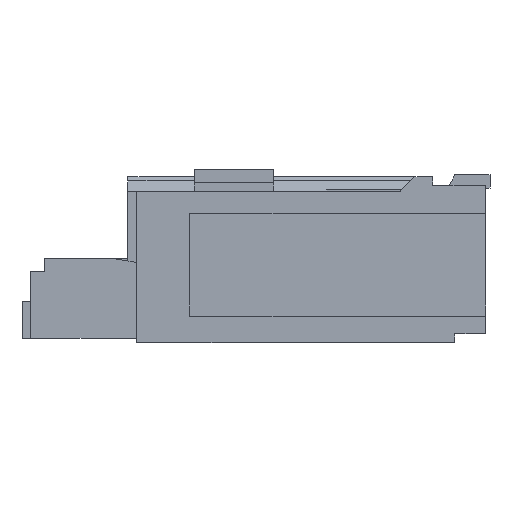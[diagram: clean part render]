
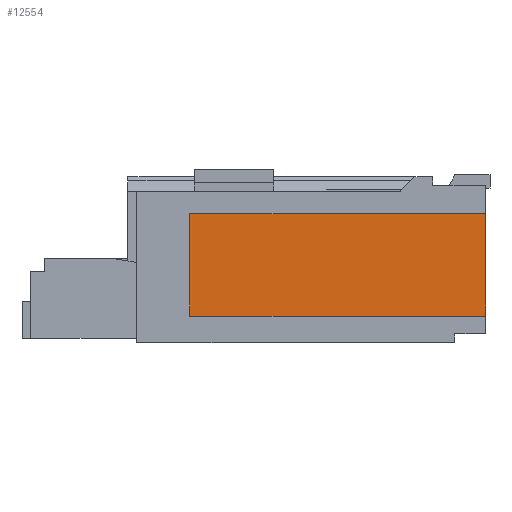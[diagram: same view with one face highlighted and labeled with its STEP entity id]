
A CAD part, left-side view. The second image highlights one B-rep face of the part: STEP entity #12554.
In plain terms, the highlighted planar face has unit normal (-1, 0, 0).
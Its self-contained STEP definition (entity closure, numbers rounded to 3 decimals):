
#3756=DIRECTION('',(0.,-1.,0.));
#3757=VECTOR('',#3756,3.35);
#3758=CARTESIAN_POINT('',(-4.85,3.35,-1.58));
#3759=LINE('',#3758,#3757);
#3764=DIRECTION('',(0.,0.,-1.));
#3765=VECTOR('',#3764,1.16);
#3766=CARTESIAN_POINT('',(-4.85,0.,-0.42));
#3767=LINE('',#3766,#3765);
#3800=DIRECTION('',(0.,0.,1.));
#3801=VECTOR('',#3800,1.16);
#3802=CARTESIAN_POINT('',(-4.85,3.35,-1.58));
#3803=LINE('',#3802,#3801);
#5004=DIRECTION('',(0.,-1.,0.));
#5005=VECTOR('',#5004,3.35);
#5006=CARTESIAN_POINT('',(-4.85,3.35,-0.42));
#5007=LINE('',#5006,#5005);
#6519=CARTESIAN_POINT('',(-4.85,0.,-1.58));
#6521=VERTEX_POINT('',#6519);
#6523=CARTESIAN_POINT('',(-4.85,0.,-0.42));
#6525=VERTEX_POINT('',#6523);
#6531=CARTESIAN_POINT('',(-4.85,3.35,-1.58));
#6532=CARTESIAN_POINT('',(-4.85,3.35,-0.42));
#6533=VERTEX_POINT('',#6531);
#6534=VERTEX_POINT('',#6532);
#12541=CARTESIAN_POINT('',(-4.85,3.35,-1.58));
#12542=DIRECTION('',(1.,0.,0.));
#12543=DIRECTION('',(0.,-1.,0.));
#12544=AXIS2_PLACEMENT_3D('',#12541,#12542,#12543);
#12545=PLANE('',#12544);
#12546=ORIENTED_EDGE('',*,*,#12505,.T.);
#12547=ORIENTED_EDGE('',*,*,#12494,.F.);
#12549=ORIENTED_EDGE('',*,*,#12548,.T.);
#12551=ORIENTED_EDGE('',*,*,#12550,.T.);
#12552=EDGE_LOOP('',(#12546,#12547,#12549,#12551));
#12553=FACE_OUTER_BOUND('',#12552,.F.);
#12554=ADVANCED_FACE('',(#12553),#12545,.F.);
#12494=EDGE_CURVE('',#6533,#6521,#3759,.T.);
#12505=EDGE_CURVE('',#6525,#6521,#3767,.T.);
#12548=EDGE_CURVE('',#6533,#6534,#3803,.T.);
#12550=EDGE_CURVE('',#6534,#6525,#5007,.T.);
